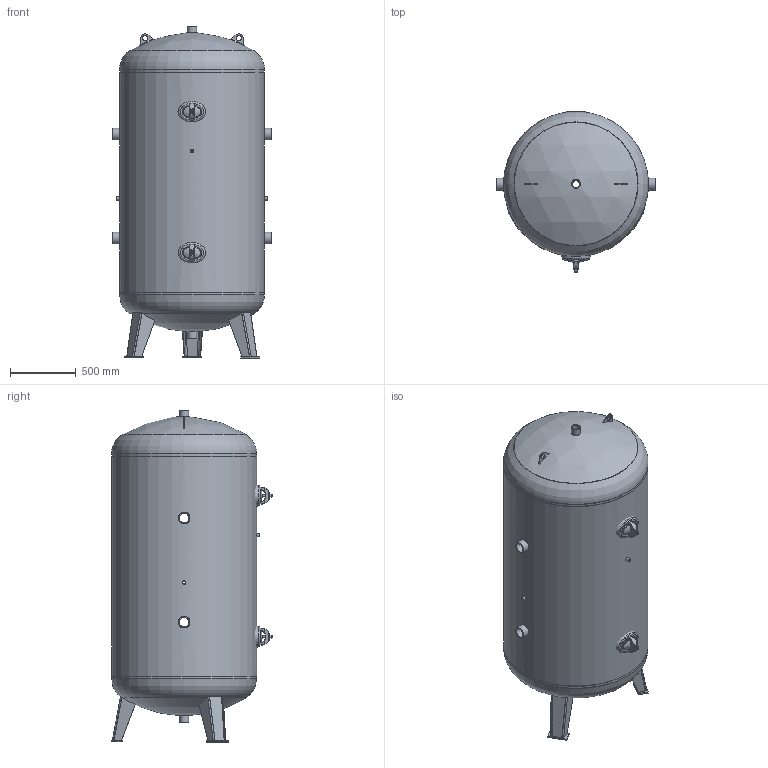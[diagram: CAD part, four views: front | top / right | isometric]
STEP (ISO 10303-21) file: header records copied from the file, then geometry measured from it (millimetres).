
FILE_DESCRIPTION(/* description */ (''),/* implementation_level */ '2;1');
FILE_NAME(/* name */ 'MB 020103-1.2000V.stp',/* time_stamp */ '2024-02-05T11:09:13+01:00',/* author */ ('m.ebener'),/* organization */ (''),/* preprocessor_version */ 'ST-DEVELOPER v16.1',/* originating_system */ 'Autodesk Inventor 2016',/* authorisation */ '');
FILE_SCHEMA (('AUTOMOTIVE_DESIGN { 1 0 10303 214 3 1 1 }'));
Length unit declared in the file: millimetre
Products named in the file (18): Korbbogenboden - unten; Fußplatte; Fuß neu; Gesamtfuß; Standardmuffe - G 2; Mantel; Standardmuffe - G 1_2; Standardmuffe - G 2 1_2; Korbbogenboden - oben; Tragöse 110mm - Korbbogenboden; Handloch_100x150x8,5; Dichtung; Deckel; Bügel; DIN 125 - A 17; DIN 934 - M16 x 2; Handloch; MB 020103-1.2000V
Assembly tree (26 placements, depth 3):
  MB 020103-1.2000V
    Korbbogenboden - unten
    Gesamtfuß  x3
      Fußplatte
      Fuß neu
    Standardmuffe - G 2  x2
    Mantel
    Standardmuffe - G 1_2  x3
    Standardmuffe - G 2 1_2  x4
    Korbbogenboden - oben
    Tragöse 110mm - Korbbogenboden
    Handloch  x2
      Handloch_100x150x8,5
      Dichtung
      Deckel
      Bügel
      DIN 125 - A 17
      DIN 934 - M16 x 2
Bounding box: 1206.36 x 1219.9 x 2520.3 mm (x, y, z)
Volume: 45535526 mm3; surface area: 18247374.5 mm2
Topology: 32 solids, 32 shells, 322 faces, 799 edges, 539 vertices
Faces by surface type: plane 161, cylinder 104, bspline 30, sphere 10, cone 10, torus 7
Full cylindrical faces by diameter (mm): 13.835 x2, 16 x2, 17 x4, 18.631 x3, 23 x3, 26.9 x6, 30 x2, 40 x2, 56.656 x2, 70 x4, 72.226 x4, 88.9 x8, 1090 x3, 1100 x3
Entity records: 21201 total; most frequent: CARTESIAN_POINT 17149, DIRECTION 747, ORIENTED_EDGE 700, EDGE_CURVE 350, AXIS2_PLACEMENT_3D 310, VERTEX_POINT 261, EDGE_LOOP 253, FACE_OUTER_BOUND 164
